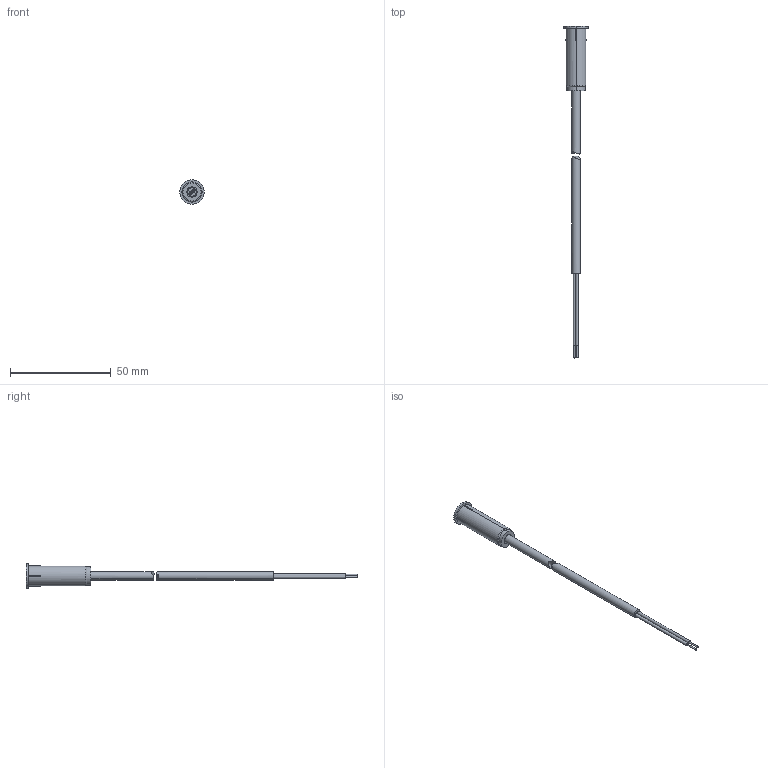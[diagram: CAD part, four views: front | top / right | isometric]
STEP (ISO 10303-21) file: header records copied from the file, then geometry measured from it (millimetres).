
FILE_DESCRIPTION (( 'STEP AP214' ), '1' );
FILE_NAME ('A10C.STEP', '2021-12-29T16:04:50', ( '' ), ( '' ), 'SwSTEP 2.0', 'SolidWorks 2021', '' );
FILE_SCHEMA (( 'AUTOMOTIVE_DESIGN' ));
Length unit declared in the file: millimetre
Products named in the file (4): Cavo 1PBA_liscio; 1A10 C0 BK 0000_corpo pieno; A10C; 1STA 18 05 0000
Assembly tree (3 placements, depth 2):
  A10C
    1A10 C0 BK 0000_corpo pieno
    1STA 18 05 0000
    Cavo 1PBA_liscio
Bounding box: 12 x 164.67 x 12 mm (x, y, z)
Volume: 4046.4 mm3; surface area: 3201 mm2
Topology: 4 solids, 4 shells, 66 faces, 144 edges, 93 vertices
Faces by surface type: cylinder 33, plane 17, torus 12, cone 2, bspline 2
Entity records: 2350 total; most frequent: CARTESIAN_POINT 519, DIRECTION 365, ORIENTED_EDGE 288, AXIS2_PLACEMENT_3D 163, EDGE_CURVE 144, CIRCLE 93, VERTEX_POINT 93, EDGE_LOOP 75
